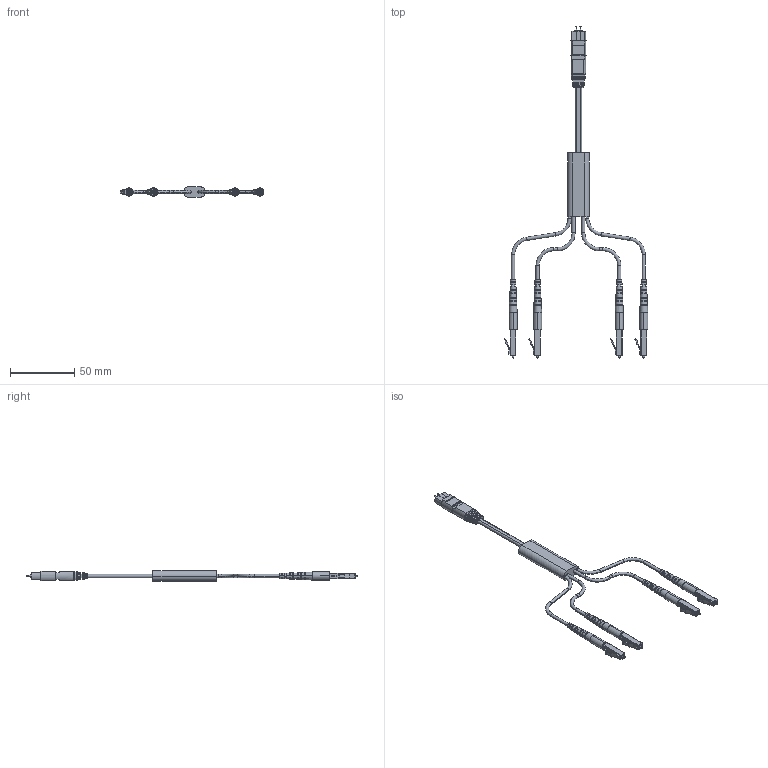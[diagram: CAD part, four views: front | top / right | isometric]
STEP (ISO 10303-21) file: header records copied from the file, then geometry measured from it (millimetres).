
FILE_DESCRIPTION (( 'STEP AP203' ), '1' );
FILE_NAME ('MTPM12-LC.STEP', '2010-10-05T12:38:38', ( 'x' ), ( 'Microsoft' ), 'SwSTEP 2.0', 'SolidWorks 2010', '' );
FILE_SCHEMA (( 'CONFIG_CONTROL_DESIGN' ));
Length unit declared in the file: inch
Products named in the file (9): MTPM12-ST-MA4; CONN-LC3-220-3; CONN-LC3-220-3-MA1_WITHOU BACK CLIP; CONN-LC3-220-3-MA2; MTPM12-LC; MTPM12-ST-MA1; 3AB04-002; MTPM12-ST-MA2; MTPM12-ST-MA3
Assembly tree (13 placements, depth 3):
  MTPM12-LC
    MTPM12-ST-MA3  x2
    3AB04-002
    MTPM12-ST-MA1
    CONN-LC3-220-3  x4
      CONN-LC3-220-3-MA1_WITHOU BACK CLIP
      CONN-LC3-220-3-MA2
    MTPM12-ST-MA2
    MTPM12-ST-MA4  x2
Bounding box: 111.72 x 258.14 x 8.13 mm (x, y, z)
Volume: 14053.8 mm3; surface area: 15433.4 mm2
Topology: 15 solids, 15 shells, 753 faces, 2023 edges, 1278 vertices
Faces by surface type: plane 490, cylinder 135, cone 84, torus 28, sphere 16
Entity records: 10307 total; most frequent: CARTESIAN_POINT 1947, DIRECTION 1544, ORIENTED_EDGE 1496, EDGE_CURVE 748, AXIS2_PLACEMENT_3D 565, VERTEX_POINT 480, VECTOR 414, LINE 414
